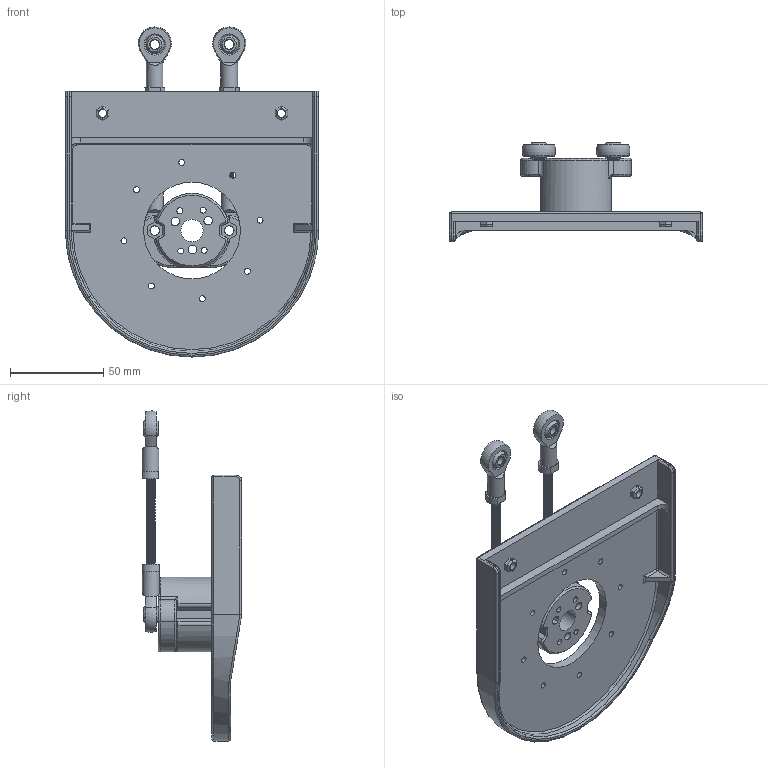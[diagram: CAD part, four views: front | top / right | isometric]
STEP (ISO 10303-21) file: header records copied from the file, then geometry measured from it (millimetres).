
FILE_DESCRIPTION(/* description */ (''),/* implementation_level */ '2;1');
FILE_NAME(/* name */ '',/* time_stamp */ '2024-04-07T09:36:10+08:00',/* author */ (''),/* organization */ (''),/* preprocessor_version */ 'ST-DEVELOPER v20',/* originating_system */ 'Autodesk Translation Framework v12.20.1.177',/* authorisation */ '');
FILE_SCHEMA (('AUTOMOTIVE_DESIGN { 1 0 10303 214 3 1 1 }'));
Length unit declared in the file: millimetre
Products named in the file (8): 脚舵FFB改装件GIM6010; 电机安装座; 电机摇臂; 连杆1; 连杆2; E-GZN5_203关节轴承 v2; E-GZN5_1; E-GZN5_2
Assembly tree (10 placements, depth 4):
  脚舵FFB改装件GIM6010
    电机安装座
    电机摇臂
    连杆1
      E-GZN5_203关节轴承 v2  x2
        E-GZN5_1
        E-GZN5_2
    连杆2
      E-GZN5_203关节轴承 v2  x2
        E-GZN5_1
        E-GZN5_2
Bounding box: 136 x 53.5 x 177.44 mm (x, y, z)
Volume: 132003.6 mm3; surface area: 63724.9 mm2
Topology: 12 solids, 12 shells, 566 faces, 1484 edges, 942 vertices
Faces by surface type: cylinder 345, plane 119, torus 39, cone 31, sphere 16, bspline 16
Full cylindrical faces by diameter (mm): 3.2 x12, 3.99 x44, 4.2 x4, 4.3 x2, 4.901 x80, 5 x4, 5.2 x2, 6 x4, 9 x4, 12 x1, 52 x1
Entity records: 28644 total; most frequent: CARTESIAN_POINT 17127, ORIENTED_EDGE 2574, DIRECTION 2030, EDGE_CURVE 1287, VERTEX_POINT 825, AXIS2_PLACEMENT_3D 764, EDGE_LOOP 542, B_SPLINE_CURVE_WITH_KNOTS 504
